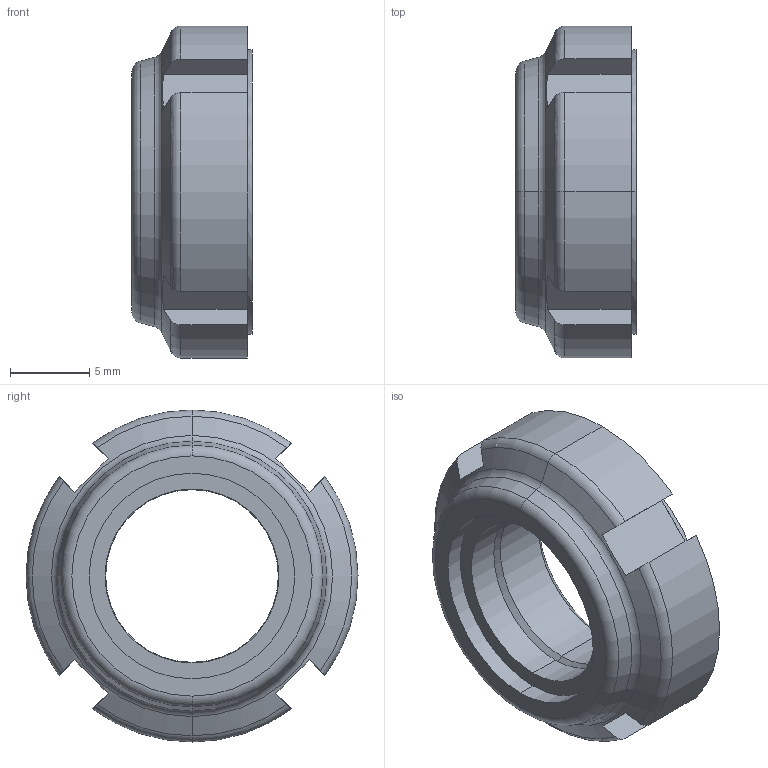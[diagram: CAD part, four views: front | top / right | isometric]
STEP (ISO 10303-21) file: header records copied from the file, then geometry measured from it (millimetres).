
FILE_DESCRIPTION(('HOOPS Exchange Step'),'2;1');
FILE_NAME('export-1F360553-E411-46B6-8A5D-87FE8A447944.stp','2021-04-26T10:32:20+02:00',('Engineering'),('Alibre'),'HOOPS Exchange 2020.1','Alibre','Unknown authorisation');
FILE_SCHEMA( ('AP242_MANAGED_MODEL_BASED_3D_ENGINEERING_MIM_LF {1 0 10303 442 1 1 4 }') );
Length unit declared in the file: millimetre
Products named in the file (1): 856 GUK 01 M12 x 1.00 Nylon Insert Locking Nuts
Bounding box: 7.6 x 21 x 21 mm (x, y, z)
Volume: 1472 mm3; surface area: 1205.7 mm2
Topology: 1 solids, 1 shells, 52 faces, 126 edges, 78 vertices
Faces by surface type: plane 20, cylinder 14, torus 10, cone 8
Entity records: 1683 total; most frequent: CARTESIAN_POINT 426, DIRECTION 270, ORIENTED_EDGE 252, EDGE_CURVE 126, AXIS2_PLACEMENT_3D 110, VERTEX_POINT 78, EDGE_LOOP 56, FACE_BOUND 56
